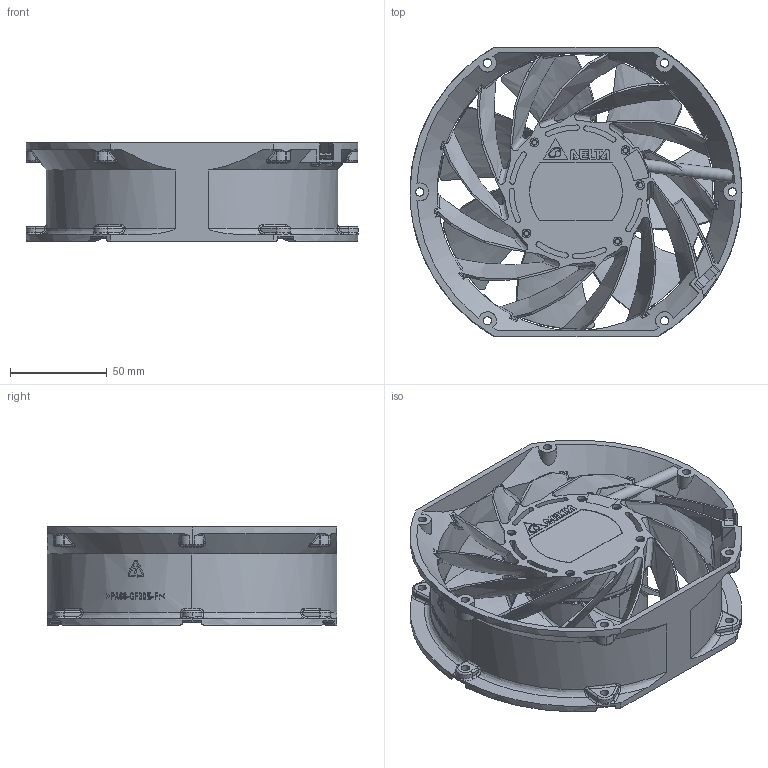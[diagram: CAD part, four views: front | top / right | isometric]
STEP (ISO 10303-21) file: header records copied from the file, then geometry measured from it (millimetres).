
FILE_DESCRIPTION (( 'STEP AP203' ), '1' );
FILE_NAME ('THC1548MG 2017-07-14.STEP', '2017-07-14T07:14:27', ( 'Delta Electronics TW Corp' ), ( 'Delta Electronics TW Corp' ), 'SwSTEP 2.0', 'SolidWorks 2011', '' );
FILE_SCHEMA (( 'CONFIG_CONTROL_DESIGN' ));
Products named in the file (16): THC1548MG 2017-07-14; Clip; Impeller Assy; 風扇固定用bushing_101.7.4; IMPELLER_7.4; Bearing; SOFT SLEEVE_102.5.30; SEALANT_20170420; 鐵殼軸心組合件(含射包)_05.23; BUSHING_0523; 軸心_101.5.17; CASE ASSY(未含軸心銅套); 包覆鐵殼的塑膠_101.4.11; 鐵殼case; PILLOW_20170420; Frame(150x172)_NEW-20131223
Assembly tree (16 placements, depth 4):
  THC1548MG 2017-07-14
    Frame(150x172)_NEW-20131223
    Clip
    Bearing  x2
    SOFT SLEEVE_102.5.30
    SEALANT_20170420
    PILLOW_20170420
    Impeller Assy
      風扇固定用bushing_101.7.4
      IMPELLER_7.4
    鐵殼軸心組合件(含射包)_05.23
      BUSHING_0523
      軸心_101.5.17
      CASE ASSY(未含軸心銅套)
        包覆鐵殼的塑膠_101.4.11
        鐵殼case
Bounding box: 171.99 x 150 x 50.8 mm (x, y, z)
Volume: 221606.8 mm3; surface area: 215920.9 mm2
Topology: 14 solids, 14 shells, 4357 faces, 11227 edges, 6871 vertices
Faces by surface type: cylinder 1964, plane 1131, bspline 626, torus 389, sphere 191, cone 56
Entity records: 209285 total; most frequent: CARTESIAN_POINT 109006, ORIENTED_EDGE 21906, DIRECTION 19098, EDGE_CURVE 10953, AXIS2_PLACEMENT_3D 7504, VERTEX_POINT 6823, EDGE_LOOP 4640, FACE_OUTER_BOUND 4319
